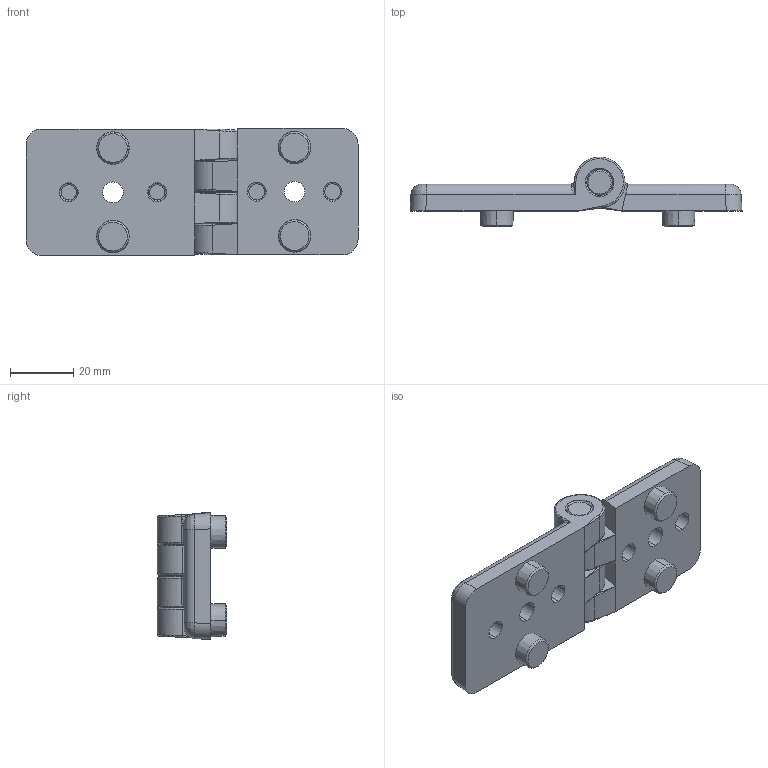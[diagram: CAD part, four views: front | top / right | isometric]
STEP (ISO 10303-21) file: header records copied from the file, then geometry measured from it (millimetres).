
FILE_DESCRIPTION (( 'STEP AP203' ), '1' );
FILE_NAME ('412535746_c_1.STEP', '2023-02-24T06:37:41', ( '' ), ( '' ), 'SwSTEP 2.0', 'SolidWorks 2014', '' );
FILE_SCHEMA (( 'CONFIG_CONTROL_DESIGN' ));
Length unit declared in the file: millimetre
Products named in the file (2): 412535746_c_1; Syskomp 412535746  Scharnier Kunststoff 45x60_ohne Bef
Assembly tree (1 placements, depth 2):
  412535746_c_1
    Syskomp 412535746  Scharnier Kunststoff 45x60_ohne Bef
Bounding box: 105.05 x 22 x 40.2 mm (x, y, z)
Volume: 37513.2 mm3; surface area: 16679.6 mm2
Topology: 7 solids, 7 shells, 323 faces, 813 edges, 515 vertices
Faces by surface type: cylinder 147, bspline 80, plane 52, cone 44
Entity records: 13447 total; most frequent: CARTESIAN_POINT 5976, ORIENTED_EDGE 1622, DIRECTION 1422, EDGE_CURVE 811, AXIS2_PLACEMENT_3D 578, VERTEX_POINT 515, EDGE_LOOP 348, CIRCLE 331
